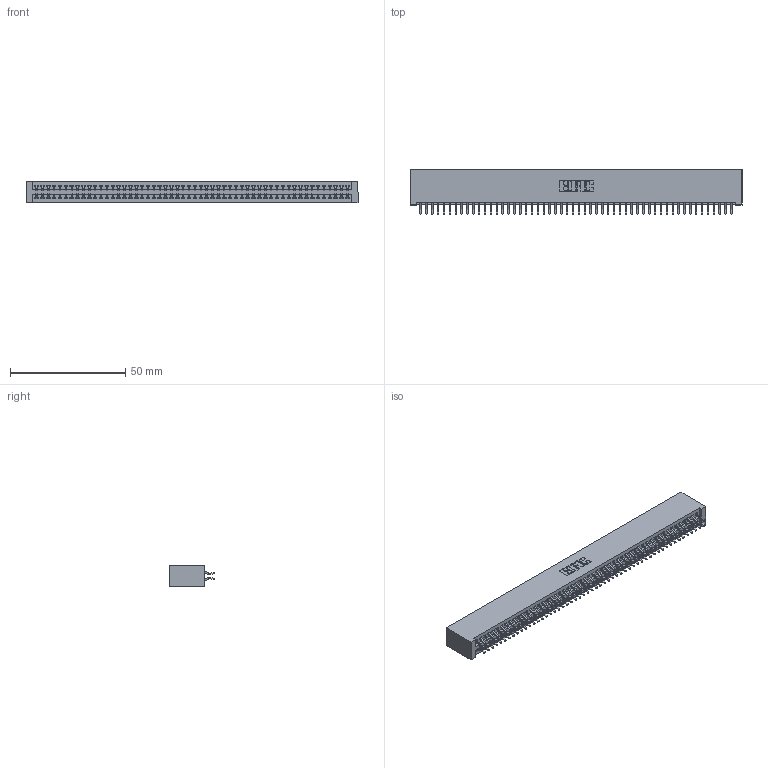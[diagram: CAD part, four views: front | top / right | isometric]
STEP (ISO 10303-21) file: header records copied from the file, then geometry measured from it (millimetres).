
FILE_DESCRIPTION (( 'STEP AP203' ), '1' );
FILE_NAME ('395-108-556-201.STEP', '2018-11-30T23:25:41', ( '' ), ( '' ), 'SwSTEP 2.0', 'SolidWorks 2016', '' );
FILE_SCHEMA (( 'CONFIG_CONTROL_DESIGN' ));
Length unit declared in the file: inch
Products named in the file (3): 345 Part_No Mounting Lugs; 345-292-001_556 Tail; 395-108-556-201
Assembly tree (109 placements, depth 2):
  395-108-556-201
    345 Part_No Mounting Lugs
    345-292-001_556 Tail  x108
Bounding box: 143.76 x 19.24 x 9.4 mm (x, y, z)
Volume: 14688.4 mm3; surface area: 22153.1 mm2
Topology: 109 solids, 109 shells, 6166 faces, 18353 edges, 12090 vertices
Faces by surface type: plane 4072, cylinder 2094
Entity records: 40697 total; most frequent: CARTESIAN_POINT 6824, ORIENTED_EDGE 6746, DIRECTION 5985, EDGE_CURVE 3373, LINE 3025, VECTOR 3025, VERTEX_POINT 2246, AXIS2_PLACEMENT_3D 1480
